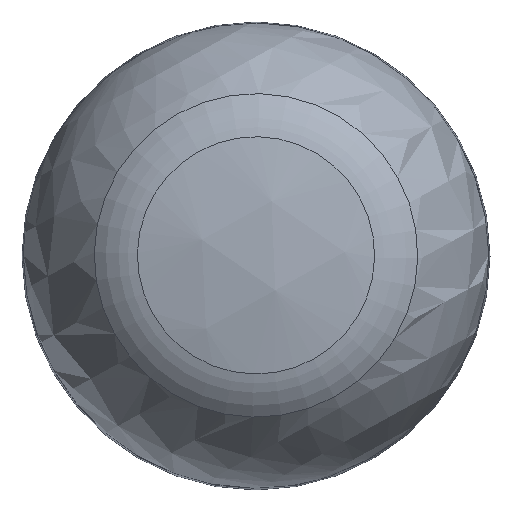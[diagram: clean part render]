
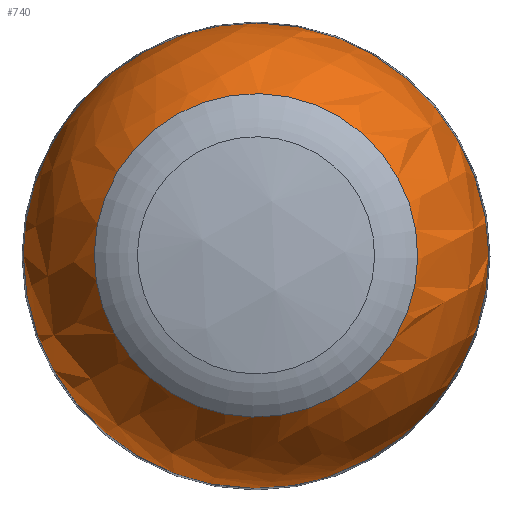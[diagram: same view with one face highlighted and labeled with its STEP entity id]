
A CAD part, top view. The second image highlights one B-rep face of the part: STEP entity #740.
In plain terms, the highlighted spherical face has radius 15 mm.
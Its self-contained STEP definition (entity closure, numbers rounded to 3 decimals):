
#69=SPHERICAL_SURFACE('',#2194,15.);
#740=ADVANCED_FACE('',(#1906,#1907),#69,.T.);
#872=EDGE_LOOP('',(#1439));
#873=EDGE_LOOP('',(#1440));
#1439=ORIENTED_EDGE('',*,*,#1814,.T.);
#1440=ORIENTED_EDGE('',*,*,#1550,.T.);
#1550=EDGE_CURVE('',#1928,#1928,#1871,.T.);
#1814=EDGE_CURVE('',#2104,#2104,#1881,.T.);
#1871=CIRCLE('',#2151,15.);
#1881=CIRCLE('',#2193,10.438);
#1906=FACE_BOUND('',#872,.T.);
#1907=FACE_BOUND('',#873,.T.);
#1928=VERTEX_POINT('',#2473);
#2104=VERTEX_POINT('',#27796);
#2151=AXIS2_PLACEMENT_3D('',#2472,#2243,#2244);
#2193=AXIS2_PLACEMENT_3D('',#27795,#2380,#2381);
#2194=AXIS2_PLACEMENT_3D('',#27797,#2382,#2383);
#2243=DIRECTION('',(0.,0.,1.));
#2244=DIRECTION('',(1.,0.,0.));
#2380=DIRECTION('',(0.,0.,-1.));
#2381=DIRECTION('',(-0.875,-0.484,0.));
#2382=DIRECTION('',(-0.484,0.875,0.));
#2383=DIRECTION('',(0.,0.,-1.));
#2472=CARTESIAN_POINT('',(-6.431,22.807,13.5));
#2473=CARTESIAN_POINT('',(8.569,22.807,13.5));
#27795=CARTESIAN_POINT('',(-6.431,22.807,24.273));
#27796=CARTESIAN_POINT('',(-15.567,17.759,24.273));
#27797=CARTESIAN_POINT('',(-6.431,22.807,13.5));
